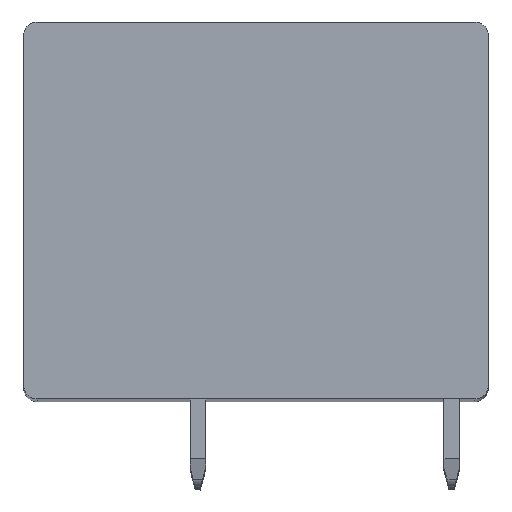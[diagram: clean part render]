
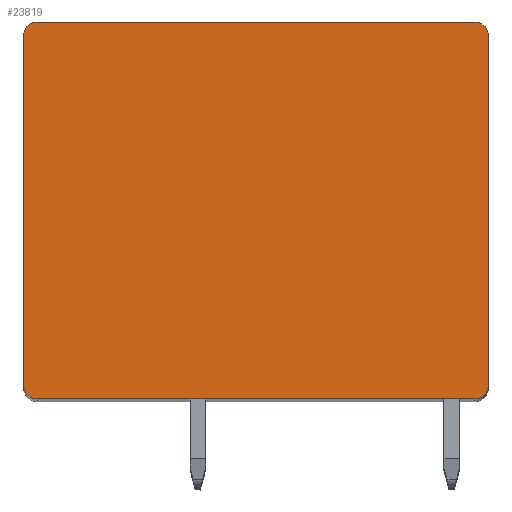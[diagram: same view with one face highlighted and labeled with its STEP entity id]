
A CAD part, top view. The second image highlights one B-rep face of the part: STEP entity #23819.
In plain terms, the highlighted planar face has unit normal (0, 0, 1).
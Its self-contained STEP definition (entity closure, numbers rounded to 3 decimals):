
#8974=CARTESIAN_POINT('',(-11.375,9.1,5.55));
#8975=DIRECTION('',(0.,0.,1.));
#8976=DIRECTION('',(0.,1.,0.));
#8977=AXIS2_PLACEMENT_3D('',#8974,#8975,#8976);
#8979=DIRECTION('',(-1.,0.,0.));
#8980=VECTOR('',#8979,22.75);
#8981=CARTESIAN_POINT('',(11.375,9.8,5.55));
#8982=LINE('',#8981,#8980);
#8983=CARTESIAN_POINT('',(11.375,9.1,5.55));
#8984=DIRECTION('',(0.,0.,1.));
#8985=DIRECTION('',(1.,0.,0.));
#8986=AXIS2_PLACEMENT_3D('',#8983,#8984,#8985);
#8988=DIRECTION('',(0.,1.,0.));
#8989=VECTOR('',#8988,18.2);
#8990=CARTESIAN_POINT('',(12.075,-9.1,5.55));
#8991=LINE('',#8990,#8989);
#8992=CARTESIAN_POINT('',(11.375,-9.1,5.55));
#8993=DIRECTION('',(0.,0.,1.));
#8994=DIRECTION('',(0.,-1.,0.));
#8995=AXIS2_PLACEMENT_3D('',#8992,#8993,#8994);
#8997=DIRECTION('',(1.,0.,0.));
#8998=VECTOR('',#8997,22.75);
#8999=CARTESIAN_POINT('',(-11.375,-9.8,5.55));
#9000=LINE('',#8999,#8998);
#9001=CARTESIAN_POINT('',(-11.375,-9.1,5.55));
#9002=DIRECTION('',(0.,0.,1.));
#9003=DIRECTION('',(-1.,0.,0.));
#9004=AXIS2_PLACEMENT_3D('',#9001,#9002,#9003);
#9006=DIRECTION('',(0.,-1.,0.));
#9007=VECTOR('',#9006,18.2);
#9008=CARTESIAN_POINT('',(-12.075,9.1,5.55));
#9009=LINE('',#9008,#9007);
#10481=CARTESIAN_POINT('',(-11.375,9.8,5.55));
#10482=CARTESIAN_POINT('',(-12.075,9.1,5.55));
#10483=VERTEX_POINT('',#10481);
#10484=VERTEX_POINT('',#10482);
#10489=CARTESIAN_POINT('',(12.075,9.1,5.55));
#10490=VERTEX_POINT('',#10489);
#10491=CARTESIAN_POINT('',(11.375,9.8,5.55));
#10492=VERTEX_POINT('',#10491);
#10497=CARTESIAN_POINT('',(11.375,-9.8,5.55));
#10498=VERTEX_POINT('',#10497);
#10499=CARTESIAN_POINT('',(12.075,-9.1,5.55));
#10500=VERTEX_POINT('',#10499);
#10505=CARTESIAN_POINT('',(-12.075,-9.1,5.55));
#10506=VERTEX_POINT('',#10505);
#10507=CARTESIAN_POINT('',(-11.375,-9.8,5.55));
#10508=VERTEX_POINT('',#10507);
#23804=CARTESIAN_POINT('',(0.,0.,5.55));
#23805=DIRECTION('',(0.,0.,1.));
#23806=DIRECTION('',(1.,0.,0.));
#23807=AXIS2_PLACEMENT_3D('',#23804,#23805,#23806);
#23808=PLANE('',#23807);
#23809=ORIENTED_EDGE('',*,*,#13104,.F.);
#23810=ORIENTED_EDGE('',*,*,#13166,.F.);
#23811=ORIENTED_EDGE('',*,*,#13535,.F.);
#23812=ORIENTED_EDGE('',*,*,#13550,.F.);
#23813=ORIENTED_EDGE('',*,*,#13563,.F.);
#23814=ORIENTED_EDGE('',*,*,#13578,.F.);
#23815=ORIENTED_EDGE('',*,*,#16803,.F.);
#23816=ORIENTED_EDGE('',*,*,#16815,.F.);
#23817=EDGE_LOOP('',(#23809,#23810,#23811,#23812,#23813,#23814,#23815,#23816));
#23818=FACE_OUTER_BOUND('',#23817,.F.);
#8978=CIRCLE('',#8977,0.7);
#8987=CIRCLE('',#8986,0.7);
#8996=CIRCLE('',#8995,0.7);
#9005=CIRCLE('',#9004,0.7);
#13104=EDGE_CURVE('',#10483,#10484,#8978,.T.);
#13166=EDGE_CURVE('',#10492,#10483,#8982,.T.);
#13535=EDGE_CURVE('',#10490,#10492,#8987,.T.);
#13550=EDGE_CURVE('',#10500,#10490,#8991,.T.);
#13563=EDGE_CURVE('',#10498,#10500,#8996,.T.);
#13578=EDGE_CURVE('',#10508,#10498,#9000,.T.);
#16803=EDGE_CURVE('',#10506,#10508,#9005,.T.);
#16815=EDGE_CURVE('',#10484,#10506,#9009,.T.);
#23819=ADVANCED_FACE('',(#23818),#23808,.T.);
